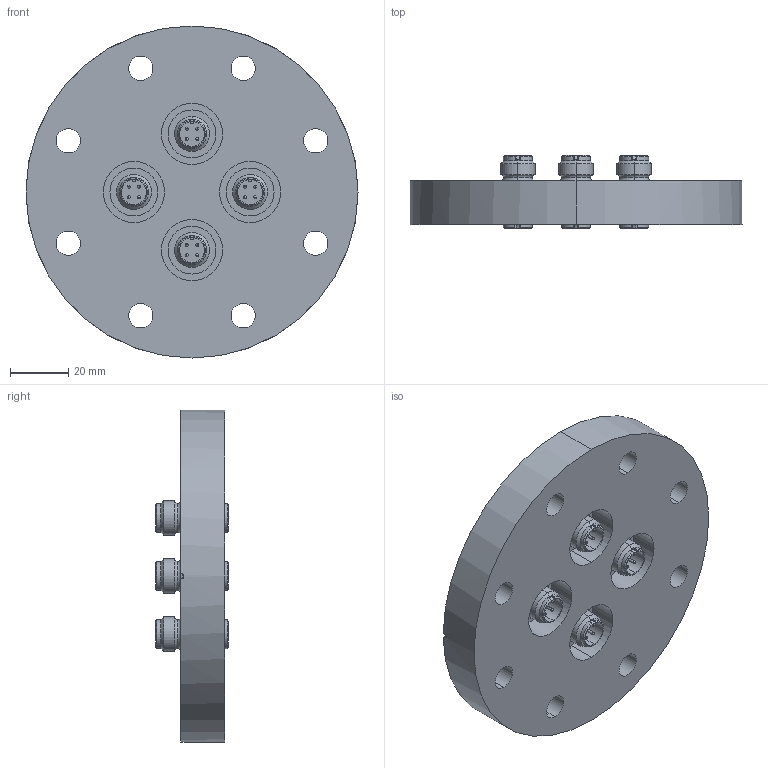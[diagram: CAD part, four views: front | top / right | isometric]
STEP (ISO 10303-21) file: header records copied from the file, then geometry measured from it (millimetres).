
FILE_DESCRIPTION (( 'STEP AP214' ), '1' );
FILE_NAME ('220-M12X4-C63-4.STEP', '2016-12-01T16:07:38', ( 'allectra' ), ( 'Microsoft' ), 'SwSTEP 2.0', 'SolidWorks 2014', '' );
FILE_SCHEMA (( 'AUTOMOTIVE_DESIGN' ));
Length unit declared in the file: millimetre
Products named in the file (26): 9220-PIN-FENI; 9220-M12x4-W; 9220-M12X4-C63-4; 220-M12X4-C63-4; 9220-M12x4-GLASS-W_220-M12X4; 9220-PIN-FENI_pin vergd; 9220-M12x4-W_Bohrung 1mm; 9220-M12X4-C63-4_411-CB63
Assembly tree (10 placements, depth 3):
  9220-PIN-FENI
  9220-PIN-FENI
  9220-M12x4-W
  9220-PIN-FENI
  9220-PIN-FENI
Bounding box: 114.3 x 25.1 x 114.3 mm (x, y, z)
Volume: 130748.8 mm3; surface area: 40233.3 mm2
Topology: 21 solids, 21 shells, 434 faces, 1112 edges, 672 vertices
Faces by surface type: cylinder 182, plane 84, sphere 64, cone 56, torus 48
Entity records: 4490 total; most frequent: CARTESIAN_POINT 814, DIRECTION 767, ORIENTED_EDGE 632, AXIS2_PLACEMENT_3D 332, EDGE_CURVE 316, VERTEX_POINT 201, CIRCLE 189, EDGE_LOOP 167
